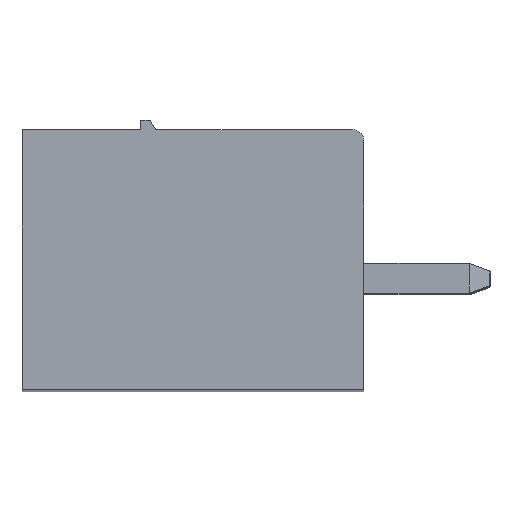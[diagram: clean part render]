
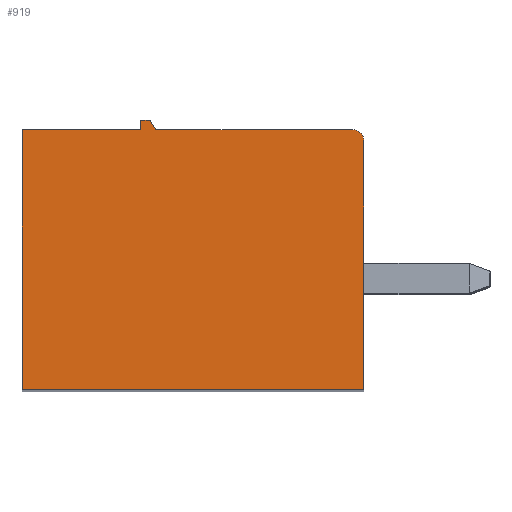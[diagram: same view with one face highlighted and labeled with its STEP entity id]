
A CAD part, top view. The second image highlights one B-rep face of the part: STEP entity #919.
In plain terms, the highlighted planar face has unit normal (0, 0, 1).
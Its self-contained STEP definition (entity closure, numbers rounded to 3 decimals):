
#919 = ADVANCED_FACE( '', ( #1945 ), #1946, .T. );
#1945 = FACE_OUTER_BOUND( '', #3041, .T. );
#1946 = PLANE( '', #3042 );
#3041 = EDGE_LOOP( '', ( #5648, #5649, #5650, #5651, #5652, #5653, #5654, #5655, #5656 ) );
#3042 = AXIS2_PLACEMENT_3D( '', #5657, #5658, #5659 );
#5648 = ORIENTED_EDGE( '', *, *, #7377, .T. );
#5649 = ORIENTED_EDGE( '', *, *, #7171, .T. );
#5650 = ORIENTED_EDGE( '', *, *, #6748, .T. );
#5651 = ORIENTED_EDGE( '', *, *, #7060, .T. );
#5652 = ORIENTED_EDGE( '', *, *, #6612, .T. );
#5653 = ORIENTED_EDGE( '', *, *, #6576, .T. );
#5654 = ORIENTED_EDGE( '', *, *, #7346, .T. );
#5655 = ORIENTED_EDGE( '', *, *, #7238, .T. );
#5656 = ORIENTED_EDGE( '', *, *, #6407, .T. );
#5657 = CARTESIAN_POINT( '', ( -102.727, 10.56, 62.238 ) );
#5658 = DIRECTION( '', ( 0., 0., 1. ) );
#5659 = DIRECTION( '', ( 1., 0., 0. ) );
#6407 = EDGE_CURVE( '', #7657, #7654, #7658, .T. );
#6576 = EDGE_CURVE( '', #7978, #7975, #7979, .T. );
#6612 = EDGE_CURVE( '', #8035, #7978, #8036, .T. );
#6748 = EDGE_CURVE( '', #8241, #8238, #8242, .T. );
#7060 = EDGE_CURVE( '', #8238, #8035, #8693, .T. );
#7171 = EDGE_CURVE( '', #8843, #8241, #8844, .T. );
#7238 = EDGE_CURVE( '', #8926, #7657, #8927, .T. );
#7346 = EDGE_CURVE( '', #7975, #8926, #9057, .T. );
#7377 = EDGE_CURVE( '', #7654, #8843, #9092, .T. );
#7654 = VERTEX_POINT( '', #9436 );
#7657 = VERTEX_POINT( '', #9440 );
#7658 = LINE( '', #9441, #9442 );
#7975 = VERTEX_POINT( '', #9910 );
#7978 = VERTEX_POINT( '', #9914 );
#7979 = LINE( '', #9915, #9916 );
#8035 = VERTEX_POINT( '', #9996 );
#8036 = LINE( '', #9997, #9998 );
#8238 = VERTEX_POINT( '', #10297 );
#8241 = VERTEX_POINT( '', #10301 );
#8242 = CIRCLE( '', #10302, 0.3 );
#8693 = LINE( '', #10964, #10965 );
#8843 = VERTEX_POINT( '', #11190 );
#8844 = LINE( '', #11191, #11192 );
#8926 = VERTEX_POINT( '', #11318 );
#8927 = LINE( '', #11319, #11320 );
#9057 = LINE( '', #11505, #11506 );
#9092 = LINE( '', #11557, #11558 );
#9436 = CARTESIAN_POINT( '', ( -111.627, 3.86, 62.238 ) );
#9440 = CARTESIAN_POINT( '', ( -111.627, 10.86, 62.238 ) );
#9441 = CARTESIAN_POINT( '', ( -111.627, 3.86, 62.238 ) );
#9442 = VECTOR( '', #11818, 1000. );
#9910 = CARTESIAN_POINT( '', ( -108.427, 11.11, 62.238 ) );
#9914 = CARTESIAN_POINT( '', ( -108.177, 11.11, 62.238 ) );
#9915 = CARTESIAN_POINT( '', ( -108.427, 11.11, 62.238 ) );
#9916 = VECTOR( '', #11989, 1000. );
#9996 = CARTESIAN_POINT( '', ( -108.027, 10.86, 62.238 ) );
#9997 = CARTESIAN_POINT( '', ( -108.177, 11.11, 62.238 ) );
#9998 = VECTOR( '', #12020, 1000. );
#10297 = CARTESIAN_POINT( '', ( -102.727, 10.86, 62.238 ) );
#10301 = CARTESIAN_POINT( '', ( -102.427, 10.56, 62.238 ) );
#10302 = AXIS2_PLACEMENT_3D( '', #12125, #12126, #12127 );
#10964 = CARTESIAN_POINT( '', ( -108.027, 10.86, 62.238 ) );
#10965 = VECTOR( '', #12387, 1000. );
#11190 = CARTESIAN_POINT( '', ( -102.427, 3.86, 62.238 ) );
#11191 = CARTESIAN_POINT( '', ( -102.427, 10.56, 62.238 ) );
#11192 = VECTOR( '', #12472, 1000. );
#11318 = CARTESIAN_POINT( '', ( -108.427, 10.86, 62.238 ) );
#11319 = CARTESIAN_POINT( '', ( -111.627, 10.86, 62.238 ) );
#11320 = VECTOR( '', #12523, 1000. );
#11505 = CARTESIAN_POINT( '', ( -108.427, 10.86, 62.238 ) );
#11506 = VECTOR( '', #12594, 1000. );
#11557 = CARTESIAN_POINT( '', ( -102.427, 3.86, 62.238 ) );
#11558 = VECTOR( '', #12611, 1000. );
#11818 = DIRECTION( '', ( 0., -1., 0. ) );
#11989 = DIRECTION( '', ( -1., 0., 0. ) );
#12020 = DIRECTION( '', ( -0.514, 0.857, 0. ) );
#12125 = CARTESIAN_POINT( '', ( -102.727, 10.56, 62.238 ) );
#12126 = DIRECTION( '', ( 0., 0., 1. ) );
#12127 = DIRECTION( '', ( -0.707, -0.707, 0. ) );
#12387 = DIRECTION( '', ( -1., 0., 0. ) );
#12472 = DIRECTION( '', ( 0., 1., 0. ) );
#12523 = DIRECTION( '', ( -1., 0., 0. ) );
#12594 = DIRECTION( '', ( 0., -1., 0. ) );
#12611 = DIRECTION( '', ( 1., 0., 0. ) );
